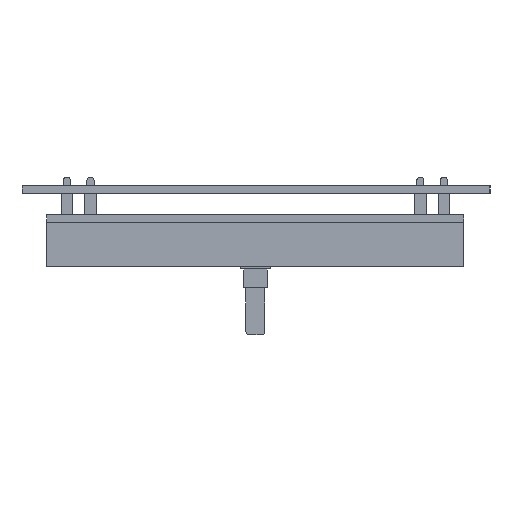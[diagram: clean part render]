
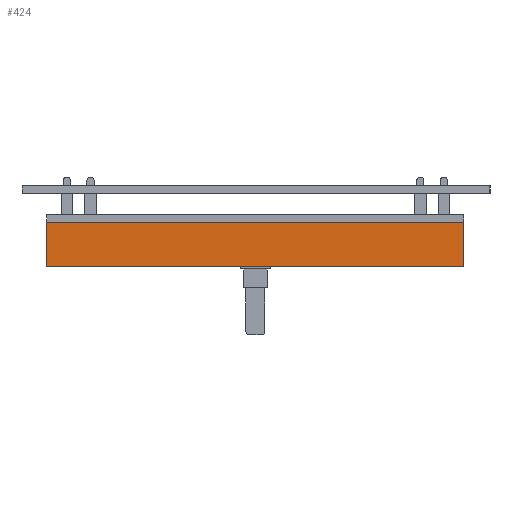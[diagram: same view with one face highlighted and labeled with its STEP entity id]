
A CAD part, left-side view. The second image highlights one B-rep face of the part: STEP entity #424.
In plain terms, the highlighted face is planar.
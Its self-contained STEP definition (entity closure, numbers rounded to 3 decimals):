
#398 = VERTEX_POINT('',#399);
#399 = CARTESIAN_POINT('',(44.25,6.5,0.));
#405 = EDGE_CURVE('',#406,#398,#408,.T.);
#406 = VERTEX_POINT('',#407);
#407 = CARTESIAN_POINT('',(44.25,6.5,9.4));
#408 = LINE('',#409,#410);
#409 = CARTESIAN_POINT('',(44.25,6.5,9.4));
#410 = VECTOR('',#411,1.);
#411 = DIRECTION('',(0.,0.,-1.));
#424 = ADVANCED_FACE('',(#425),#450,.F.);
#425 = FACE_BOUND('',#426,.T.);
#426 = EDGE_LOOP('',(#427,#435,#443,#449));
#427 = ORIENTED_EDGE('',*,*,#428,.T.);
#428 = EDGE_CURVE('',#398,#429,#431,.T.);
#429 = VERTEX_POINT('',#430);
#430 = CARTESIAN_POINT('',(-44.25,6.5,0.));
#431 = LINE('',#432,#433);
#432 = CARTESIAN_POINT('',(0.,6.5,0.));
#433 = VECTOR('',#434,1.);
#434 = DIRECTION('',(-1.,0.,0.));
#435 = ORIENTED_EDGE('',*,*,#436,.F.);
#436 = EDGE_CURVE('',#437,#429,#439,.T.);
#437 = VERTEX_POINT('',#438);
#438 = CARTESIAN_POINT('',(-44.25,6.5,9.4));
#439 = LINE('',#440,#441);
#440 = CARTESIAN_POINT('',(-44.25,6.5,9.4));
#441 = VECTOR('',#442,1.);
#442 = DIRECTION('',(0.,0.,-1.));
#443 = ORIENTED_EDGE('',*,*,#444,.F.);
#444 = EDGE_CURVE('',#406,#437,#445,.T.);
#445 = LINE('',#446,#447);
#446 = CARTESIAN_POINT('',(0.,6.5,9.4));
#447 = VECTOR('',#448,1.);
#448 = DIRECTION('',(-1.,0.,0.));
#449 = ORIENTED_EDGE('',*,*,#405,.T.);
#450 = PLANE('',#451);
#451 = AXIS2_PLACEMENT_3D('',#452,#453,#454);
#452 = CARTESIAN_POINT('',(0.,6.5,9.4));
#453 = DIRECTION('',(0.,-1.,0.));
#454 = DIRECTION('',(1.,0.,0.));
